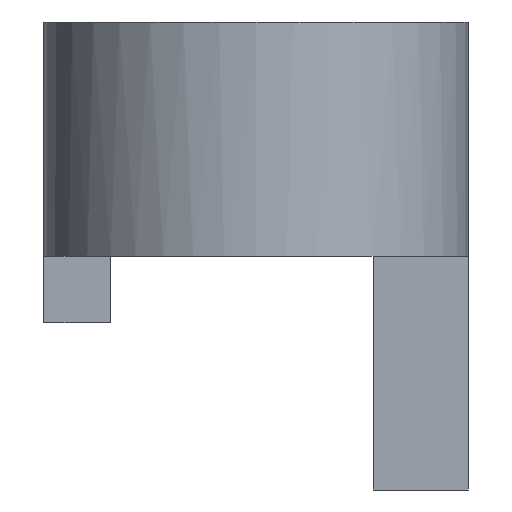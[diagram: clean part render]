
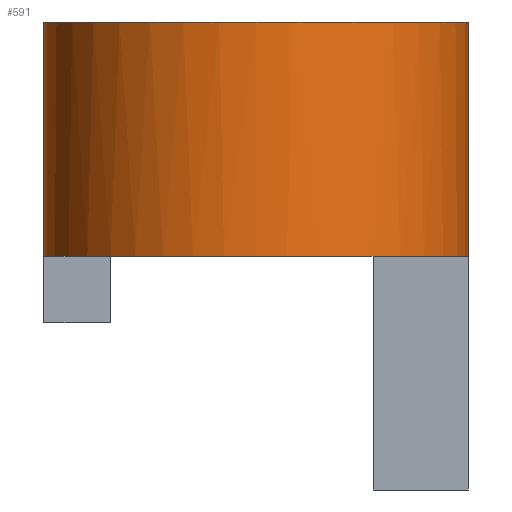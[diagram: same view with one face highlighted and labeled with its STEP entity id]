
A CAD part, left-side view. The second image highlights one B-rep face of the part: STEP entity #591.
In plain terms, the highlighted cylindrical face has radius 6.35 mm (diameter 12.7 mm), a full revolution.
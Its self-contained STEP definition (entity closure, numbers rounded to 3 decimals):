
#21=CYLINDRICAL_SURFACE('',#653,6.35);
#54=FACE_OUTER_BOUND('',#88,.T.);
#88=EDGE_LOOP('',(#516,#517,#518,#519,#520,#521,#522,#523,#524,#525));
#156=LINE('',#989,#221);
#221=VECTOR('',#818,6.35);
#222=CIRCLE('',#610,6.35);
#223=CIRCLE('',#617,6.35);
#224=CIRCLE('',#624,6.35);
#225=CIRCLE('',#630,6.35);
#226=CIRCLE('',#638,6.35);
#227=CIRCLE('',#639,6.35);
#228=CIRCLE('',#640,6.35);
#237=CIRCLE('',#654,6.35);
#238=VERTEX_POINT('',#828);
#239=VERTEX_POINT('',#829);
#242=VERTEX_POINT('',#837);
#261=VERTEX_POINT('',#896);
#262=VERTEX_POINT('',#897);
#267=VERTEX_POINT('',#911);
#284=VERTEX_POINT('',#965);
#289=VERTEX_POINT('',#987);
#290=EDGE_CURVE('',#238,#239,#222,.T.);
#306=EDGE_CURVE('',#242,#238,#223,.T.);
#323=EDGE_CURVE('',#261,#262,#224,.T.);
#335=EDGE_CURVE('',#267,#261,#225,.T.);
#356=EDGE_CURVE('',#239,#267,#226,.T.);
#357=EDGE_CURVE('',#262,#284,#227,.T.);
#358=EDGE_CURVE('',#284,#242,#228,.T.);
#369=EDGE_CURVE('',#289,#289,#237,.T.);
#370=EDGE_CURVE('',#289,#284,#156,.T.);
#516=ORIENTED_EDGE('',*,*,#369,.F.);
#517=ORIENTED_EDGE('',*,*,#370,.T.);
#518=ORIENTED_EDGE('',*,*,#357,.F.);
#519=ORIENTED_EDGE('',*,*,#323,.F.);
#520=ORIENTED_EDGE('',*,*,#335,.F.);
#521=ORIENTED_EDGE('',*,*,#356,.F.);
#522=ORIENTED_EDGE('',*,*,#290,.F.);
#523=ORIENTED_EDGE('',*,*,#306,.F.);
#524=ORIENTED_EDGE('',*,*,#358,.F.);
#525=ORIENTED_EDGE('',*,*,#370,.F.);
#591=ADVANCED_FACE('',(#54),#21,.T.);
#610=AXIS2_PLACEMENT_3D('',#830,#664,#665);
#617=AXIS2_PLACEMENT_3D('',#861,#693,#694);
#624=AXIS2_PLACEMENT_3D('',#898,#723,#724);
#630=AXIS2_PLACEMENT_3D('',#920,#746,#747);
#638=AXIS2_PLACEMENT_3D('',#964,#782,#783);
#639=AXIS2_PLACEMENT_3D('',#966,#784,#785);
#640=AXIS2_PLACEMENT_3D('',#967,#786,#787);
#653=AXIS2_PLACEMENT_3D('',#986,#814,#815);
#654=AXIS2_PLACEMENT_3D('',#988,#816,#817);
#664=DIRECTION('center_axis',(0.,0.,
-1.));
#665=DIRECTION('ref_axis',(1.,0.,0.));
#693=DIRECTION('center_axis',(0.,0.,
-1.));
#694=DIRECTION('ref_axis',(1.,0.,0.));
#723=DIRECTION('center_axis',(0.,0.,
-1.));
#724=DIRECTION('ref_axis',(1.,0.,0.));
#746=DIRECTION('center_axis',(0.,0.,
-1.));
#747=DIRECTION('ref_axis',(1.,0.,0.));
#782=DIRECTION('center_axis',(0.,0.,
-1.));
#783=DIRECTION('ref_axis',(1.,0.,0.));
#784=DIRECTION('center_axis',(0.,0.,
-1.));
#785=DIRECTION('ref_axis',(1.,0.,0.));
#786=DIRECTION('center_axis',(0.,0.,
-1.));
#787=DIRECTION('ref_axis',(1.,0.,0.));
#814=DIRECTION('center_axis',(0.,0.,1.));
#815=DIRECTION('ref_axis',(1.,0.,0.));
#816=DIRECTION('center_axis',(0.,0.,
1.));
#817=DIRECTION('ref_axis',(1.,0.,0.));
#818=DIRECTION('',(0.,0.,-1.));
#828=CARTESIAN_POINT('',(151.852,-83.848,15.384));
#829=CARTESIAN_POINT('',(156.478,-85.848,15.384));
#830=CARTESIAN_POINT('Origin',(151.852,-90.198,15.384));
#837=CARTESIAN_POINT('',(147.226,-85.848,15.384));
#861=CARTESIAN_POINT('Origin',(151.852,-90.198,15.384));
#896=CARTESIAN_POINT('',(151.852,-96.548,15.384));
#897=CARTESIAN_POINT('',(146.554,-93.698,15.384));
#898=CARTESIAN_POINT('Origin',(151.852,-90.198,15.384));
#911=CARTESIAN_POINT('',(157.151,-93.698,15.384));
#920=CARTESIAN_POINT('Origin',(151.852,-90.198,15.384));
#964=CARTESIAN_POINT('Origin',(151.852,-90.198,15.384));
#965=CARTESIAN_POINT('',(145.502,-90.198,15.384));
#966=CARTESIAN_POINT('Origin',(151.852,-90.198,15.384));
#967=CARTESIAN_POINT('Origin',(151.852,-90.198,15.384));
#986=CARTESIAN_POINT('Origin',(151.852,-90.198,16.384));
#987=CARTESIAN_POINT('',(145.502,-90.198,22.384));
#988=CARTESIAN_POINT('Origin',(151.852,-90.198,22.384));
#989=CARTESIAN_POINT('',(145.502,-90.198,16.384));
